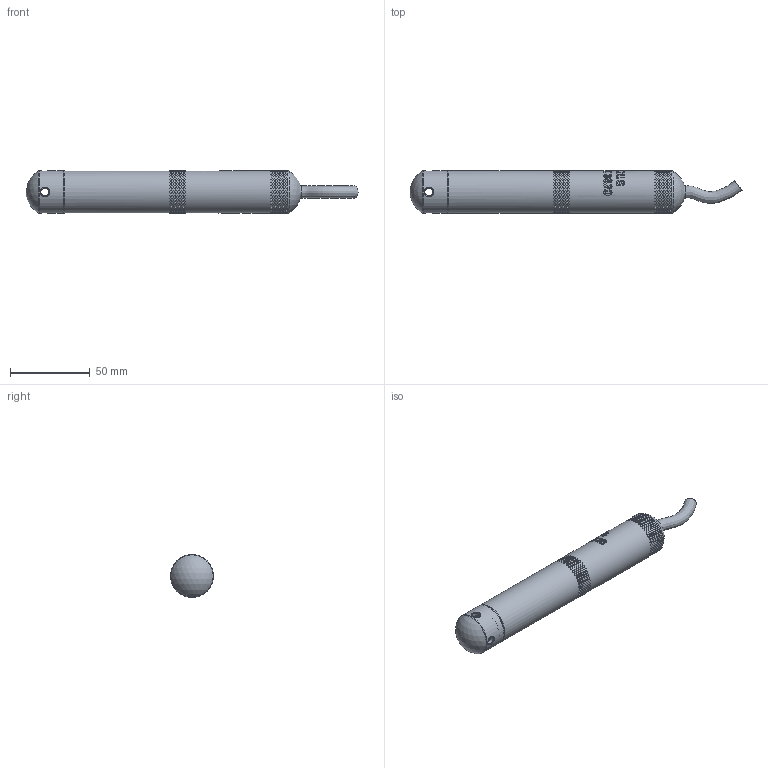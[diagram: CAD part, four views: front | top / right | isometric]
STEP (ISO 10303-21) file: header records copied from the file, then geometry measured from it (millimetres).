
FILE_DESCRIPTION(/* description */ (''),/* implementation_level */ '2;1');
FILE_NAME(/* name */ 'ALZ3820_standard.step',/* time_stamp */ '2021-07-26T09:44:01+03:00',/* author */ (''),/* organization */ (''),/* preprocessor_version */ 'ST-DEVELOPER v18.1',/* originating_system */ 'Autodesk Translation Framework v10.9.0.1377',/* authorisation */ '');
FILE_SCHEMA (('AUTOMOTIVE_DESIGN { 1 0 10303 214 3 1 1 }'));
Length unit declared in the file: millimetre
Products named in the file (3): АЛЗ 3820 (3821) - filled; ALZ; cover
Assembly tree (2 placements, depth 2):
  АЛЗ 3820 (3821) - filled
    ALZ
    cover
Bounding box: 207.82 x 26.7 x 26.7 mm (x, y, z)
Volume: 89711.5 mm3; surface area: 19345.8 mm2
Topology: 3 solids, 4 shells, 5123 faces, 10619 edges, 5531 vertices
Faces by surface type: bspline 4079, cylinder 918, plane 108, torus 13, cone 3, sphere 2
Full cylindrical faces by diameter (mm): 7.6 x2, 18.5 x2, 21.6 x1, 25.25 x1, 25.45 x1, 25.65 x2, 26.5 x3, 26.7 x1
Entity records: 187454 total; most frequent: CARTESIAN_POINT 114098, ORIENTED_EDGE 21238, EDGE_CURVE 10619, B_SPLINE_CURVE_WITH_KNOTS 9929, VERTEX_POINT 5531, EDGE_LOOP 5160, FACE_OUTER_BOUND 5123, ADVANCED_FACE 5123
